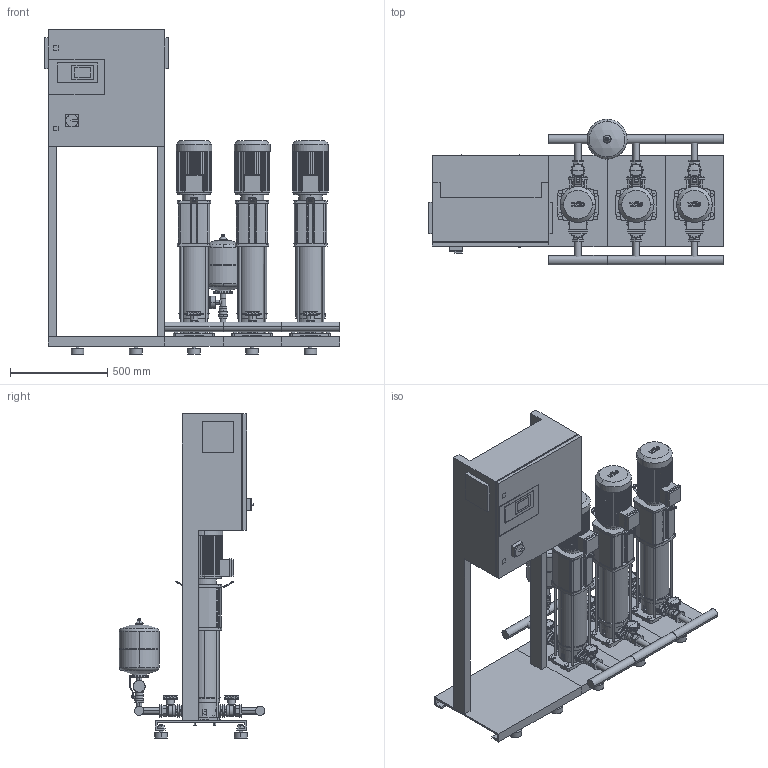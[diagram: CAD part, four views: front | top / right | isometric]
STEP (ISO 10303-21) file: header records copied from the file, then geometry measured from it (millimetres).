
FILE_DESCRIPTION((''),'2;1');
FILE_NAME('3d_CO-3HELIXV416_K_CC-01-2536423.stp','2016-01-25T09:27:21',(''),(''),'Mechanical Desktop 2009','Mechanical Desktop 2009',', , ');
FILE_SCHEMA(('CONFIG_CONTROL_DESIGN'));
Length unit declared in the file: millimetre
Products named in the file (1): Product
Bounding box: 1520 x 750.15 x 1670 mm (x, y, z)
Volume: 181672300.1 mm3; surface area: 9278899.7 mm2
Topology: 127 solids, 127 shells, 4642 faces, 12191 edges, 8032 vertices
Faces by surface type: plane 2324, bspline 1083, cylinder 1047, cone 164, torus 22, sphere 2
Entity records: 149650 total; most frequent: CARTESIAN_POINT 34925, ORIENTED_EDGE 24358, DIRECTION 21996, EDGE_CURVE 12179, VECTOR 8566, LINE 8566, VERTEX_POINT 8027, AXIS2_PLACEMENT_3D 6715
